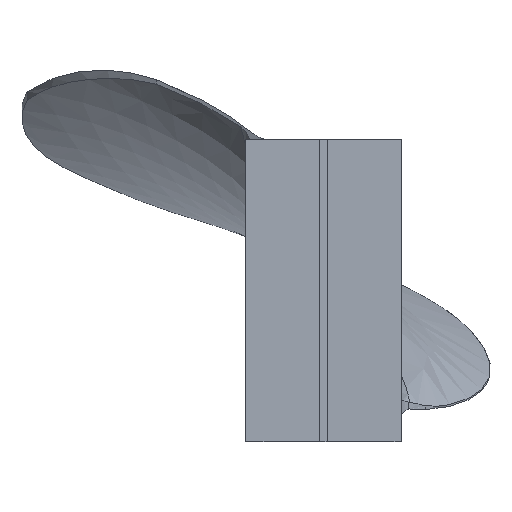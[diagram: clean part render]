
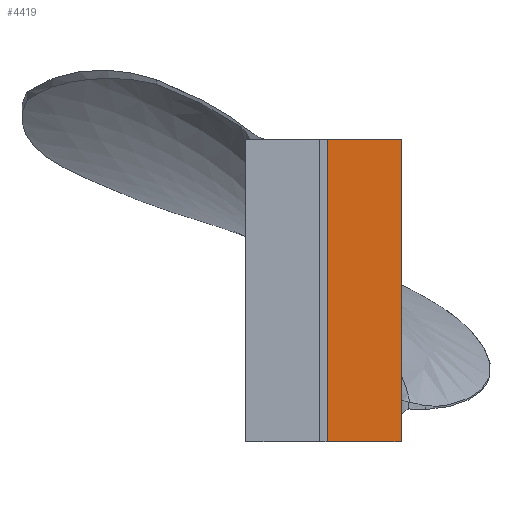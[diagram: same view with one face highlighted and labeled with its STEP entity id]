
A CAD part, front view. The second image highlights one B-rep face of the part: STEP entity #4419.
In plain terms, the highlighted planar face has unit normal (0, -1, 0).
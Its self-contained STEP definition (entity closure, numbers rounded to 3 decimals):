
#3404 = VERTEX_POINT('',#3405);
#3405 = CARTESIAN_POINT('',(84.849,30.,-201.));
#3412 = EDGE_CURVE('',#3404,#3413,#3415,.T.);
#3413 = VERTEX_POINT('',#3414);
#3414 = CARTESIAN_POINT('',(4.,30.,-201.));
#3415 = LINE('',#3416,#3417);
#3416 = CARTESIAN_POINT('',(0.,30.,-201.));
#3417 = VECTOR('',#3418,1.);
#3418 = DIRECTION('',(-1.,0.,0.));
#4361 = VERTEX_POINT('',#4362);
#4362 = CARTESIAN_POINT('',(4.,30.,129.));
#4368 = EDGE_CURVE('',#4361,#4369,#4371,.T.);
#4369 = VERTEX_POINT('',#4370);
#4370 = CARTESIAN_POINT('',(84.849,30.,129.));
#4371 = LINE('',#4372,#4373);
#4372 = CARTESIAN_POINT('',(0.,30.,129.));
#4373 = VECTOR('',#4374,1.);
#4374 = DIRECTION('',(1.,0.,0.));
#4419 = ADVANCED_FACE('',(#4420),#4436,.T.);
#4420 = FACE_BOUND('',#4421,.T.);
#4421 = EDGE_LOOP('',(#4422,#4428,#4429,#4435));
#4422 = ORIENTED_EDGE('',*,*,#4423,.F.);
#4423 = EDGE_CURVE('',#4369,#3404,#4424,.T.);
#4424 = LINE('',#4425,#4426);
#4425 = CARTESIAN_POINT('',(84.849,30.,0.));
#4426 = VECTOR('',#4427,1.);
#4427 = DIRECTION('',(-0.,0.,-1.));
#4428 = ORIENTED_EDGE('',*,*,#4368,.F.);
#4429 = ORIENTED_EDGE('',*,*,#4430,.T.);
#4430 = EDGE_CURVE('',#4361,#3413,#4431,.T.);
#4431 = LINE('',#4432,#4433);
#4432 = CARTESIAN_POINT('',(4.,30.,400.));
#4433 = VECTOR('',#4434,1.);
#4434 = DIRECTION('',(-0.,-0.,-1.));
#4435 = ORIENTED_EDGE('',*,*,#3412,.F.);
#4436 = PLANE('',#4437);
#4437 = AXIS2_PLACEMENT_3D('',#4438,#4439,#4440);
#4438 = CARTESIAN_POINT('',(161.,30.,400.));
#4439 = DIRECTION('',(0.,-1.,0.));
#4440 = DIRECTION('',(1.,0.,0.));
